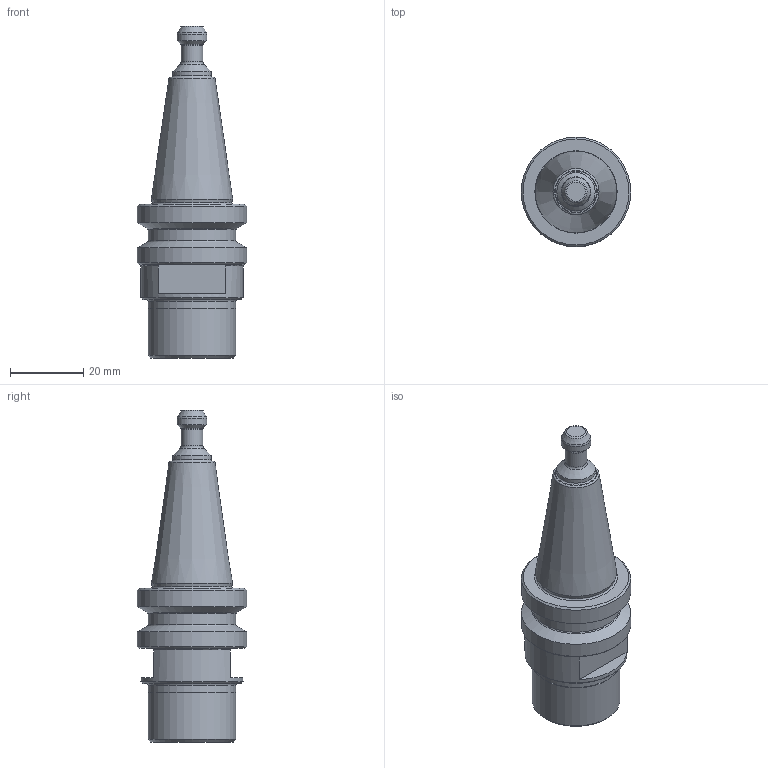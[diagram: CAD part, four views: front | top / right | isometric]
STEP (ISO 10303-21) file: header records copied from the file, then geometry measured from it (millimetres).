
FILE_DESCRIPTION(/* description */ (''),/* implementation_level */ '2;1');
FILE_NAME(/* name */ '242012016.stp',/* time_stamp */ '2021-01-08T12:42:33',/* author */ ('LRA'),/* organization */ ('REGO-FIX'),/* preprocessor_version */ ' Unknown',/* originating_system */ 'SIEMENS PLM Software Solid Edge ST10',/* authorization */ 'Unknown');
FILE_SCHEMA (('AUTOMOTIVE_DESIGN { 1 0 10303 214 2 1 1}'));
Length unit declared in the file: millimetre
Products named in the file (1): NOCUT
Bounding box: 30 x 30 x 90.9 mm (x, y, z)
Volume: 24946.5 mm3; surface area: 8775.5 mm2
Topology: 1 solids, 1 shells, 47 faces, 102 edges, 61 vertices
Faces by surface type: torus 14, cone 13, cylinder 10, plane 10
Full cylindrical faces by diameter (mm): 6 x1, 8.1 x1, 10.5 x1, 13.5 x1, 24 x3, 28 x1, 30 x2
Entity records: 1388 total; most frequent: DIRECTION 200, CARTESIAN_POINT 176, ORIENTED_EDGE 114, AXIS2_PLACEMENT_3D 96, FACE_BOUND 87, EDGE_LOOP 86, EDGE_CURVE 57, VERTEX_POINT 52
